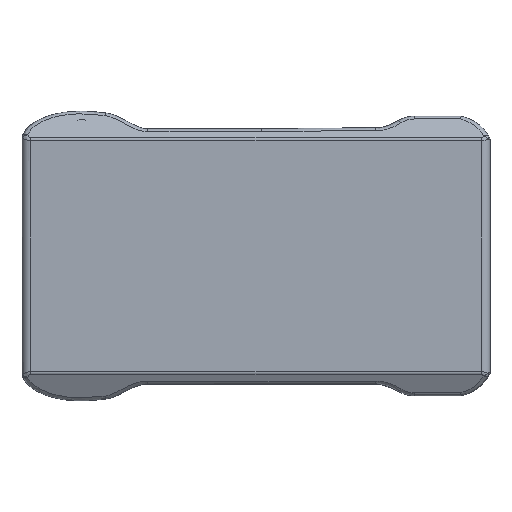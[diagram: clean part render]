
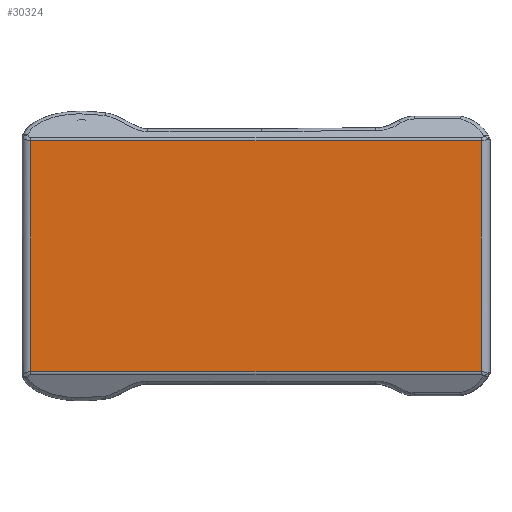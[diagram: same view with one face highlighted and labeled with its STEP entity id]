
A CAD part, front view. The second image highlights one B-rep face of the part: STEP entity #30324.
In plain terms, the highlighted planar face has unit normal (0, -1, 0).
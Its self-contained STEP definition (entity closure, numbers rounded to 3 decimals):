
#2765=PLANE('',#32989);
#4351=FACE_OUTER_BOUND('',#6152,.T.);
#6152=EDGE_LOOP('',(#27147,#27148,#27149,#27150));
#8950=LINE('',#48929,#12033);
#9021=LINE('',#49635,#12104);
#9033=LINE('',#50156,#12116);
#9058=LINE('',#51474,#12141);
#12033=VECTOR('',#40163,10.);
#12104=VECTOR('',#40298,10.);
#12116=VECTOR('',#40346,10.);
#12141=VECTOR('',#40419,10.);
#15124=VERTEX_POINT('',#48917);
#15127=VERTEX_POINT('',#48925);
#15239=VERTEX_POINT('',#49623);
#15242=VERTEX_POINT('',#49631);
#19106=EDGE_CURVE('',#15124,#15127,#8950,.T.);
#19236=EDGE_CURVE('',#15239,#15242,#9021,.T.);
#19283=EDGE_CURVE('',#15127,#15239,#9033,.T.);
#19356=EDGE_CURVE('',#15242,#15124,#9058,.T.);
#27147=ORIENTED_EDGE('',*,*,#19106,.F.);
#27148=ORIENTED_EDGE('',*,*,#19356,.F.);
#27149=ORIENTED_EDGE('',*,*,#19236,.F.);
#27150=ORIENTED_EDGE('',*,*,#19283,.F.);
#30324=ADVANCED_FACE('',(#4351),#2765,.F.);
#32989=AXIS2_PLACEMENT_3D('',#51473,#40417,#40418);
#40163=DIRECTION('',(1.,0.,0.));
#40298=DIRECTION('',(-1.,0.,0.));
#40346=DIRECTION('',(0.,0.,-1.));
#40417=DIRECTION('center_axis',(0.,1.,0.));
#40418=DIRECTION('ref_axis',(1.,0.,0.));
#40419=DIRECTION('',(0.,0.,1.));
#48917=CARTESIAN_POINT('',(-80.5,0.,-5.277));
#48925=CARTESIAN_POINT('',(-1.5,0.,-5.277));
#48929=CARTESIAN_POINT('',(-20.5,0.,-5.277));
#49623=CARTESIAN_POINT('',(-1.5,0.,-45.75));
#49631=CARTESIAN_POINT('',(-80.5,0.,-45.75));
#49635=CARTESIAN_POINT('',(-20.5,0.,-45.75));
#50156=CARTESIAN_POINT('',(-1.5,0.,-15.25));
#51473=CARTESIAN_POINT('Origin',(-41.,0.,-25.5));
#51474=CARTESIAN_POINT('',(-80.5,0.,-35.75));
